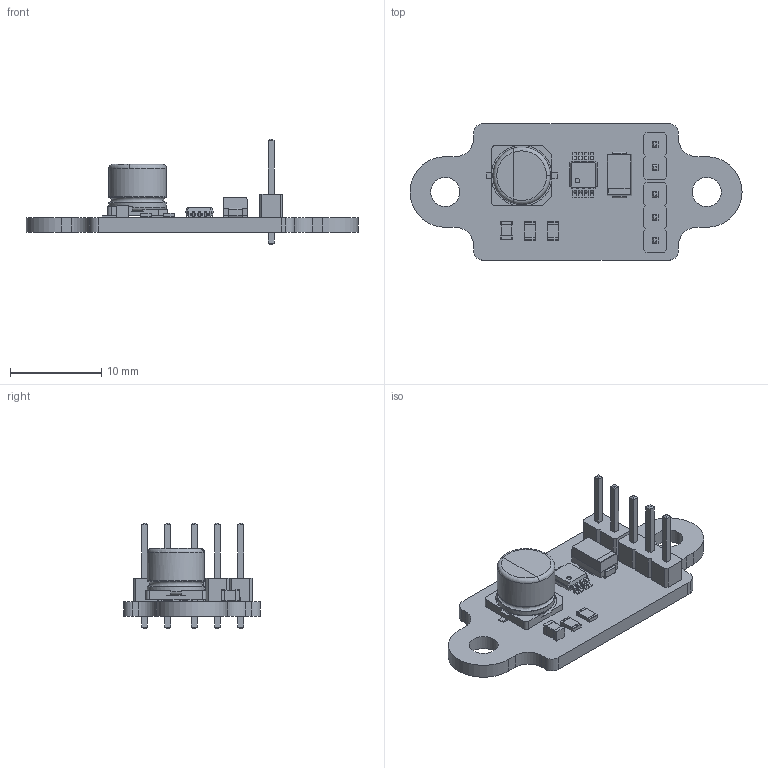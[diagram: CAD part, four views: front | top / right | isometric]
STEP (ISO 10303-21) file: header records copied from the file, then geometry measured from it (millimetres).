
FILE_DESCRIPTION(('KiCad electronic assembly'),'2;1');
FILE_NAME('drv120_solenoid_driver.step','2021-10-21T20:57:52',( 'An Author'),('A Company'),'Open CASCADE STEP processor 6.9', 'KiCad to STEP converter','Unknown');
FILE_SCHEMA(('AUTOMOTIVE_DESIGN { 1 0 10303 214 1 1 1 1 }'));
Length unit declared in the file: millimetre
Products named in the file (16): Open CASCADE STEP translator 6.9 1; PinHeader_1x03_P2.54mm_Vertical; SOLID; CP_Elec_6.3x5.8; TSSOP-8_3x3mm_P0.65mm; R_0805_2012Metric; C_0805_2012Metric; D_SMA; PinHeader_1x02_P2.54mm_Vertical; COMPOUND
Assembly tree (16 placements, depth 3):
  Open CASCADE STEP translator 6.9 1
    PinHeader_1x03_P2.54mm_Vertical
      SOLID
    CP_Elec_6.3x5.8
      SOLID
    TSSOP-8_3x3mm_P0.65mm
      SOLID
    R_0805_2012Metric  x2
      SOLID
    C_0805_2012Metric
      SOLID
    D_SMA
      SOLID
    PinHeader_1x02_P2.54mm_Vertical
      SOLID
    COMPOUND
Bounding box: 36.45 x 14.96 x 11.54 mm (x, y, z)
Volume: 982.4 mm3; surface area: 1655.4 mm2
Topology: 9 solids, 9 shells, 477 faces, 1209 edges, 765 vertices
Faces by surface type: plane 336, cylinder 92, bspline 44, torus 4, revolution 1
Full cylindrical faces by diameter (mm): 0.5 x1, 1 x5, 3.2 x2, 6.3 x2
Entity records: 31946 total; most frequent: CARTESIAN_POINT 5805, DIRECTION 4230, LINE 2925, VECTOR 2925, ORIENTED_EDGE 2282, PCURVE 2282, DEFINITIONAL_REPRESENTATION 2282, EDGE_CURVE 1141
